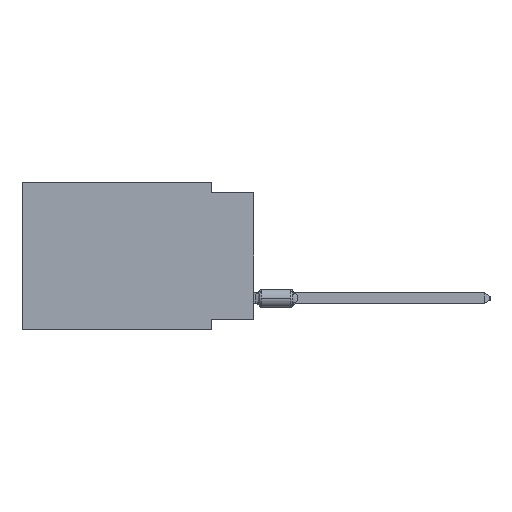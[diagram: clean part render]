
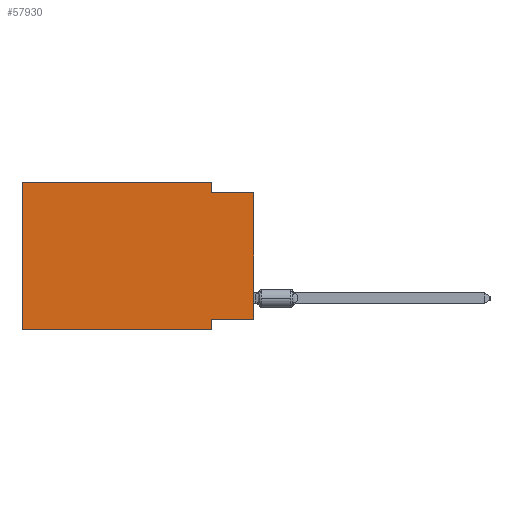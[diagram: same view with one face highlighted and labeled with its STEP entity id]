
A CAD part, left-side view. The second image highlights one B-rep face of the part: STEP entity #57930.
In plain terms, the highlighted planar face has unit normal (-1, 0, 0).
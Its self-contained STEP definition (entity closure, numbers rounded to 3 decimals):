
#274 = ORIENTED_EDGE ( 'NONE', *, *, #54478, .F. ) ;
#302 = LINE ( 'NONE', #66518, #74738 ) ;
#1217 = CARTESIAN_POINT ( 'NONE',  ( 0., 0., -0.635 ) ) ;
#1757 = VERTEX_POINT ( 'NONE', #24904 ) ;
#2755 = CARTESIAN_POINT ( 'NONE',  ( 0., 13.97, 0. ) ) ;
#3045 = VECTOR ( 'NONE', #43901, 1000. ) ;
#3072 = EDGE_CURVE ( 'NONE', #36760, #46951, #26482, .T. ) ;
#4227 = VECTOR ( 'NONE', #70519, 1000. ) ;
#4315 = EDGE_CURVE ( 'NONE', #36760, #54373, #44687, .T. ) ;
#4406 = DIRECTION ( 'NONE',  ( 0., 0., -1. ) ) ;
#6644 = ORIENTED_EDGE ( 'NONE', *, *, #62197, .T. ) ;
#8785 = PLANE ( 'NONE',  #67278 ) ;
#10345 = VERTEX_POINT ( 'NONE', #53383 ) ;
#11015 = LINE ( 'NONE', #47098, #46555 ) ;
#13434 = CARTESIAN_POINT ( 'NONE',  ( 0., 2.54, -8.89 ) ) ;
#20257 = LINE ( 'NONE', #1217, #23962 ) ;
#20467 = ORIENTED_EDGE ( 'NONE', *, *, #70174, .F. ) ;
#21912 = EDGE_CURVE ( 'NONE', #1757, #76322, #31295, .T. ) ;
#23172 = VECTOR ( 'NONE', #27665, 1000. ) ;
#23962 = VECTOR ( 'NONE', #44422, 1000. ) ;
#24904 = CARTESIAN_POINT ( 'NONE',  ( 0., 2.54, 0. ) ) ;
#26482 = LINE ( 'NONE', #32418, #3045 ) ;
#27665 = DIRECTION ( 'NONE',  ( 0., 0., 1. ) ) ;
#31295 = LINE ( 'NONE', #55454, #46893 ) ;
#32025 = VERTEX_POINT ( 'NONE', #35720 ) ;
#32418 = CARTESIAN_POINT ( 'NONE',  ( 0., 13.97, -8.89 ) ) ;
#32994 = FACE_OUTER_BOUND ( 'NONE', #51092, .T. ) ;
#33675 = ORIENTED_EDGE ( 'NONE', *, *, #4315, .F. ) ;
#33729 = CARTESIAN_POINT ( 'NONE',  ( 0., 13.97, 0. ) ) ;
#35720 = CARTESIAN_POINT ( 'NONE',  ( 0., 0., -8.255 ) ) ;
#35840 = CARTESIAN_POINT ( 'NONE',  ( 0., 13.97, -8.89 ) ) ;
#36440 = DIRECTION ( 'NONE',  ( 0., 0., -1. ) ) ;
#36760 = VERTEX_POINT ( 'NONE', #35840 ) ;
#39312 = DIRECTION ( 'NONE',  ( 1., 0., 0. ) ) ;
#39663 = LINE ( 'NONE', #33729, #46800 ) ;
#43901 = DIRECTION ( 'NONE',  ( 0., -1., 0. ) ) ;
#44288 = ORIENTED_EDGE ( 'NONE', *, *, #44765, .F. ) ;
#44422 = DIRECTION ( 'NONE',  ( 0., -1., 0. ) ) ;
#44687 = LINE ( 'NONE', #62542, #23172 ) ;
#44765 = EDGE_CURVE ( 'NONE', #54373, #1757, #39663, .T. ) ;
#45966 = CARTESIAN_POINT ( 'NONE',  ( 0., 0., -8.255 ) ) ;
#46555 = VECTOR ( 'NONE', #57825, 1000. ) ;
#46800 = VECTOR ( 'NONE', #59084, 1000. ) ;
#46893 = VECTOR ( 'NONE', #36440, 1000. ) ;
#46951 = VERTEX_POINT ( 'NONE', #13434 ) ;
#47098 = CARTESIAN_POINT ( 'NONE',  ( 0., 2.54, -8.89 ) ) ;
#51092 = EDGE_LOOP ( 'NONE', ( #6644, #20467, #68458, #44288, #33675, #63382, #68037, #274 ) ) ;
#51923 = LINE ( 'NONE', #45966, #4227 ) ;
#53383 = CARTESIAN_POINT ( 'NONE',  ( 0., 2.54, -8.255 ) ) ;
#54373 = VERTEX_POINT ( 'NONE', #2755 ) ;
#54478 = EDGE_CURVE ( 'NONE', #32025, #10345, #51923, .T. ) ;
#55454 = CARTESIAN_POINT ( 'NONE',  ( 0., 2.54, 0. ) ) ;
#56726 = CARTESIAN_POINT ( 'NONE',  ( 0., 2.54, -0.635 ) ) ;
#57825 = DIRECTION ( 'NONE',  ( 0., 0., -1. ) ) ;
#57930 = ADVANCED_FACE ( 'NONE', ( #32994 ), #8785, .F. ) ;
#59084 = DIRECTION ( 'NONE',  ( 0., -1., 0. ) ) ;
#62197 = EDGE_CURVE ( 'NONE', #32025, #74398, #302, .T. ) ;
#62542 = CARTESIAN_POINT ( 'NONE',  ( 0., 13.97, 0. ) ) ;
#63382 = ORIENTED_EDGE ( 'NONE', *, *, #3072, .T. ) ;
#66518 = CARTESIAN_POINT ( 'NONE',  ( 0., 0., 0. ) ) ;
#67278 = AXIS2_PLACEMENT_3D ( 'NONE', #75379, #39312, #4406 ) ;
#67306 = DIRECTION ( 'NONE',  ( 0., 0., 1. ) ) ;
#68037 = ORIENTED_EDGE ( 'NONE', *, *, #73140, .F. ) ;
#68458 = ORIENTED_EDGE ( 'NONE', *, *, #21912, .F. ) ;
#70174 = EDGE_CURVE ( 'NONE', #76322, #74398, #20257, .T. ) ;
#70519 = DIRECTION ( 'NONE',  ( 0., 1., 0. ) ) ;
#73140 = EDGE_CURVE ( 'NONE', #10345, #46951, #11015, .T. ) ;
#74398 = VERTEX_POINT ( 'NONE', #75887 ) ;
#74738 = VECTOR ( 'NONE', #67306, 1000. ) ;
#75379 = CARTESIAN_POINT ( 'NONE',  ( 0., 13.97, 0. ) ) ;
#75887 = CARTESIAN_POINT ( 'NONE',  ( 0., 0., -0.635 ) ) ;
#76322 = VERTEX_POINT ( 'NONE', #56726 ) ;
